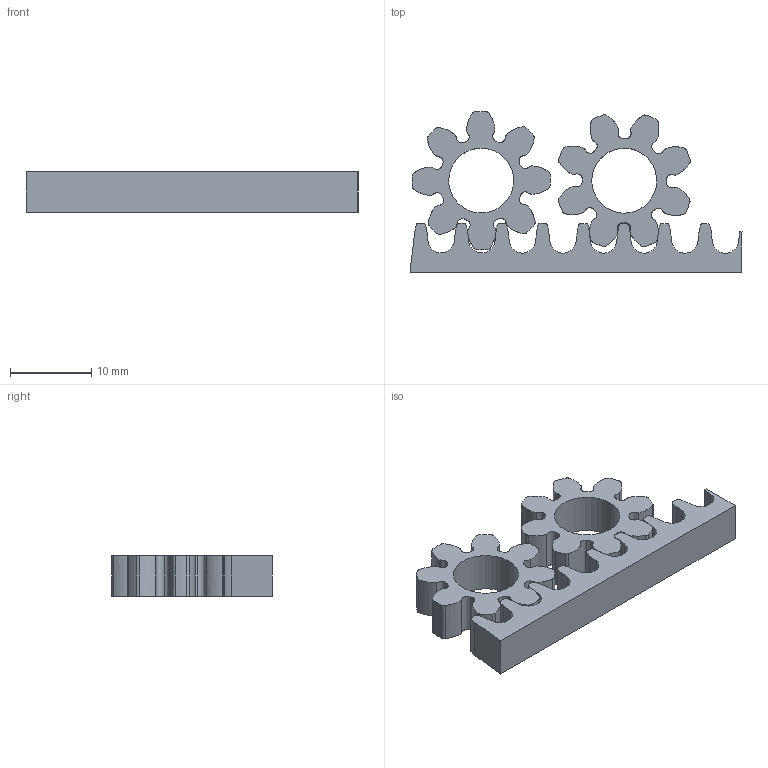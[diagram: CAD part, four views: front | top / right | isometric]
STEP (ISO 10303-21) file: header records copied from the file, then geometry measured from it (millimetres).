
FILE_DESCRIPTION(/* description */ (''),/* implementation_level */ '2;1');
FILE_NAME(/* name */ 'involute_rack_STEP.step',/* time_stamp */ '2018-05-18T14:20:56+02:00',/* author */ ('jaknil'),/* organization */ (''),/* preprocessor_version */ 'ST-DEVELOPER v17',/* originating_system */ 'Autodesk Translation Framework v7.1.0.215',/* authorisation */ '');
FILE_SCHEMA (('AUTOMOTIVE_DESIGN { 1 0 10303 214 3 1 1 }'));
Length unit declared in the file: millimetre
Products named in the file (3): involute_8t_undercut; rack (2); pinion (2)
Assembly tree (3 placements, depth 2):
  involute_8t_undercut
    pinion (2)  x2
    rack (2)
Bounding box: 40.88 x 19.8 x 5 mm (x, y, z)
Volume: 1906.5 mm3; surface area: 2486.7 mm2
Topology: 3 solids, 3 shells, 188 faces, 546 edges, 364 vertices
Faces by surface type: bspline 96, cylinder 58, plane 34
Full cylindrical faces by diameter (mm): 8 x2
Entity records: 10998 total; most frequent: CARTESIAN_POINT 7844, ORIENTED_EDGE 750, DIRECTION 519, EDGE_CURVE 375, VERTEX_POINT 250, AXIS2_PLACEMENT_3D 185, LINE 149, VECTOR 149
